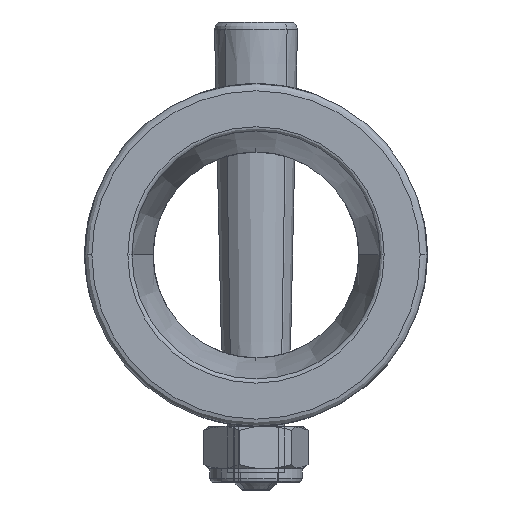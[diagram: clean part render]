
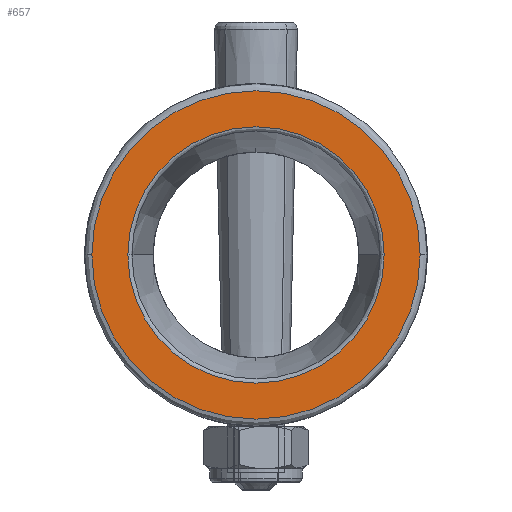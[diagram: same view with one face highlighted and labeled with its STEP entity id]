
A CAD part, front view. The second image highlights one B-rep face of the part: STEP entity #657.
In plain terms, the highlighted face is planar.
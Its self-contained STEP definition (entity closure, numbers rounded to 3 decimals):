
#89 = EDGE_LOOP ( 'NONE', ( #2991, #2985 ) ) ;
#93 = FACE_BOUND ( 'NONE', #2188, .T. ) ;
#193 = AXIS2_PLACEMENT_3D ( 'NONE', #3357, #3700, #1904 ) ;
#200 = DIRECTION ( 'NONE',  ( 0., 0., -1. ) ) ;
#206 = DIRECTION ( 'NONE',  ( 0., 1., 0. ) ) ;
#443 = EDGE_CURVE ( 'NONE', #471, #1850, #2511, .T. ) ;
#471 = VERTEX_POINT ( 'NONE', #4027 ) ;
#657 = ADVANCED_FACE ( 'NONE', ( #93, #820 ), #1895, .T. ) ;
#820 = FACE_OUTER_BOUND ( 'NONE', #89, .T. ) ;
#1039 = AXIS2_PLACEMENT_3D ( 'NONE', #1445, #3820, #1129 ) ;
#1129 = DIRECTION ( 'NONE',  ( 0., 1., 0. ) ) ;
#1222 = CARTESIAN_POINT ( 'NONE',  ( 0., 24.15, 0. ) ) ;
#1242 = CARTESIAN_POINT ( 'NONE',  ( 0., 18.076, 0. ) ) ;
#1249 = CARTESIAN_POINT ( 'NONE',  ( 0., -18.076, 0. ) ) ;
#1271 = AXIS2_PLACEMENT_3D ( 'NONE', #2291, #2272, #206 ) ;
#1403 = ORIENTED_EDGE ( 'NONE', *, *, #3080, .T. ) ;
#1445 = CARTESIAN_POINT ( 'NONE',  ( 0., 0., 0. ) ) ;
#1538 = DIRECTION ( 'NONE',  ( 0., 1., 0. ) ) ;
#1626 = VERTEX_POINT ( 'NONE', #1242 ) ;
#1850 = VERTEX_POINT ( 'NONE', #2414 ) ;
#1895 = PLANE ( 'NONE',  #3976 ) ;
#1904 = DIRECTION ( 'NONE',  ( 0., 1., 0. ) ) ;
#1952 = CIRCLE ( 'NONE', #193, 18.076 ) ;
#2148 = CIRCLE ( 'NONE', #1271, 18.076 ) ;
#2188 = EDGE_LOOP ( 'NONE', ( #4262, #1403 ) ) ;
#2213 = DIRECTION ( 'NONE',  ( 0., 0., -1. ) ) ;
#2272 = DIRECTION ( 'NONE',  ( 0., 0., 1. ) ) ;
#2291 = CARTESIAN_POINT ( 'NONE',  ( 0., 0., 0. ) ) ;
#2414 = CARTESIAN_POINT ( 'NONE',  ( 0., 23.15, 0. ) ) ;
#2511 = CIRCLE ( 'NONE', #2988, 23.15 ) ;
#2535 = EDGE_CURVE ( 'NONE', #1626, #2601, #1952, .T. ) ;
#2601 = VERTEX_POINT ( 'NONE', #1249 ) ;
#2914 = EDGE_CURVE ( 'NONE', #1850, #471, #3994, .T. ) ;
#2972 = CARTESIAN_POINT ( 'NONE',  ( 0., 0., 0. ) ) ;
#2985 = ORIENTED_EDGE ( 'NONE', *, *, #443, .T. ) ;
#2988 = AXIS2_PLACEMENT_3D ( 'NONE', #2972, #200, #3698 ) ;
#2991 = ORIENTED_EDGE ( 'NONE', *, *, #2914, .T. ) ;
#3080 = EDGE_CURVE ( 'NONE', #2601, #1626, #2148, .T. ) ;
#3357 = CARTESIAN_POINT ( 'NONE',  ( 0., 0., 0. ) ) ;
#3698 = DIRECTION ( 'NONE',  ( 0., 1., 0. ) ) ;
#3700 = DIRECTION ( 'NONE',  ( 0., 0., 1. ) ) ;
#3820 = DIRECTION ( 'NONE',  ( 0., 0., -1. ) ) ;
#3976 = AXIS2_PLACEMENT_3D ( 'NONE', #1222, #2213, #1538 ) ;
#3994 = CIRCLE ( 'NONE', #1039, 23.15 ) ;
#4027 = CARTESIAN_POINT ( 'NONE',  ( 0., -23.15, 0. ) ) ;
#4262 = ORIENTED_EDGE ( 'NONE', *, *, #2535, .T. ) ;
